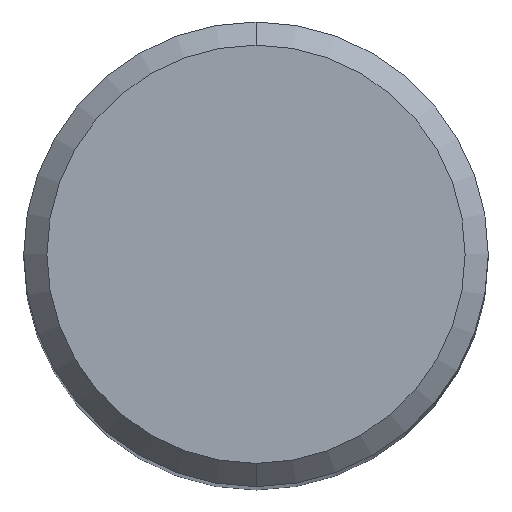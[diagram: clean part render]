
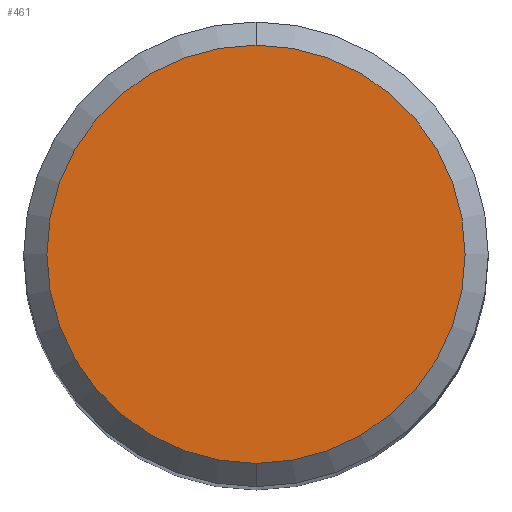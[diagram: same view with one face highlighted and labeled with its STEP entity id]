
A CAD part, top view. The second image highlights one B-rep face of the part: STEP entity #461.
In plain terms, the highlighted planar face has unit normal (0, 0, 1).
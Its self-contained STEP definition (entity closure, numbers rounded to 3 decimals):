
#207=VERTEX_POINT('',#517);
#263=EDGE_CURVE('',#321,#207,#577,.T.);
#321=VERTEX_POINT('',#644);
#449=EDGE_CURVE('',#207,#321,#784,.T.);
#461=ADVANCED_FACE('',(#797),#798,.T.);
#517=CARTESIAN_POINT('',(0.,-4.5,0.0));
#577=CIRCLE('',#1013,4.5);
#644=CARTESIAN_POINT('',(0.0,4.5,0.0));
#784=CIRCLE('',#1432,4.5);
#797=FACE_OUTER_BOUND('',#1474,.T.);
#798=PLANE('',#1475);
#1013=AXIS2_PLACEMENT_3D('',#1574,#1575,#1576);
#1432=AXIS2_PLACEMENT_3D('',#1818,#1819,#1820);
#1474=EDGE_LOOP('',(#1834,#1835));
#1475=AXIS2_PLACEMENT_3D('',#1836,#1837,#1838);
#1574=CARTESIAN_POINT('',(0.0,0.0,0.0));
#1575=DIRECTION('',(0.0,0.0,-1.0));
#1576=DIRECTION('',(0.0,1.0,0.0));
#1818=CARTESIAN_POINT('',(0.0,0.0,0.0));
#1819=DIRECTION('',(0.0,0.0,-1.0));
#1820=DIRECTION('',(0.0,1.0,0.0));
#1834=ORIENTED_EDGE('',*,*,#263,.F.);
#1835=ORIENTED_EDGE('',*,*,#449,.F.);
#1836=CARTESIAN_POINT('',(0.0,2.25,0.0));
#1837=DIRECTION('',(-0.0,0.0,1.0));
#1838=DIRECTION('',(0.0,-1.0,0.0));
